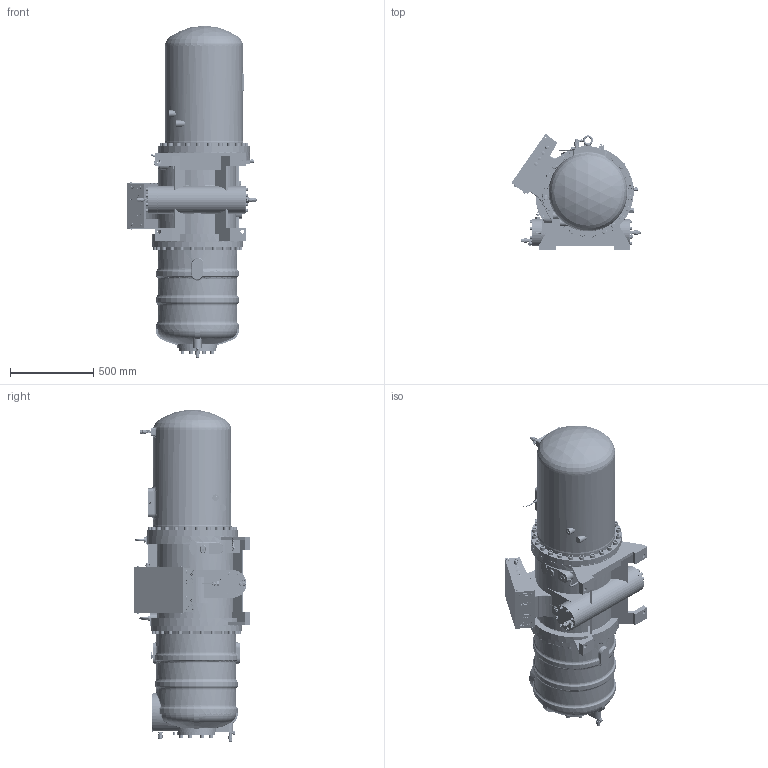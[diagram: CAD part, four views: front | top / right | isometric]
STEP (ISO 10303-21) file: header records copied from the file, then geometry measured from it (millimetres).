
FILE_DESCRIPTION(/* description */ ('STEP AP203'),/* implementation_level */ '2;1');
FILE_NAME(/* name */ 'RC2-830B outline.STEP',/* time_stamp */ '2017-06-28T11:47:14-04:00',/* author */ ('Ian L Mitchell'),/* organization */ (''),/* preprocessor_version */ 'ST-DEVELOPER v16.5',/* originating_system */ 'Autodesk Inventor 2017',/* authorisation */ '');
FILE_SCHEMA (('AUTOMOTIVE_DESIGN { 1 0 10303 214 3 1 1 }'));
Length unit declared in the file: centimetre
Products named in the file (1): RC2-830B outline
Bounding box: 776.8 x 700.45 x 1999.16 mm (x, y, z)
Surface area: 6418727.1 mm2 (no closed solid volume)
Topology: 0 solids, 360 shells, 2453 faces, 9211 edges, 6965 vertices
Faces by surface type: plane 1404, cylinder 607, torus 225, bspline 134, cone 58, sphere 25
Full cylindrical faces by diameter (mm): 2 x3, 3 x1, 3.004 x1, 3.3 x3, 4 x1, 4.5 x1, 5 x1, 6.5 x3, 7 x13, 8.5 x1, 10 x3, 11 x7, 11.8 x1, 12 x2, 13 x1, 13.157 x2, 13.7 x2, 14 x11, 14.88 x3, 15 x2, 16 x9, 17 x4, 17.5 x9, 17.7 x1, 18 x35, 19.2 x2, 20 x4, 20.2 x1, 20.5 x2, 21.5 x1
Entity records: 134639 total; most frequent: CARTESIAN_POINT 59230, DIRECTION 15553, ORIENTED_EDGE 12577, EDGE_CURVE 8683, VERTEX_POINT 6895, AXIS2_PLACEMENT_3D 5469, LINE 4615, VECTOR 4615
